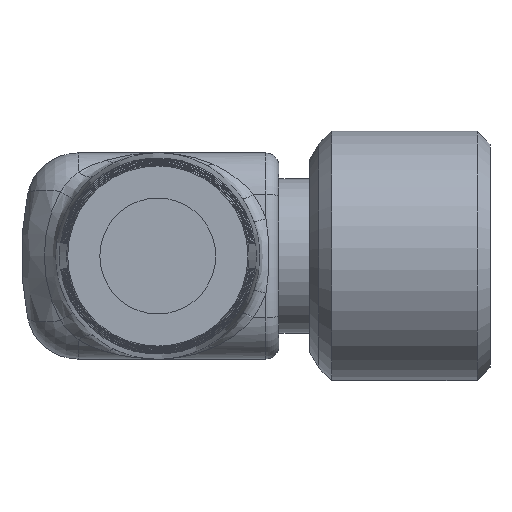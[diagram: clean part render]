
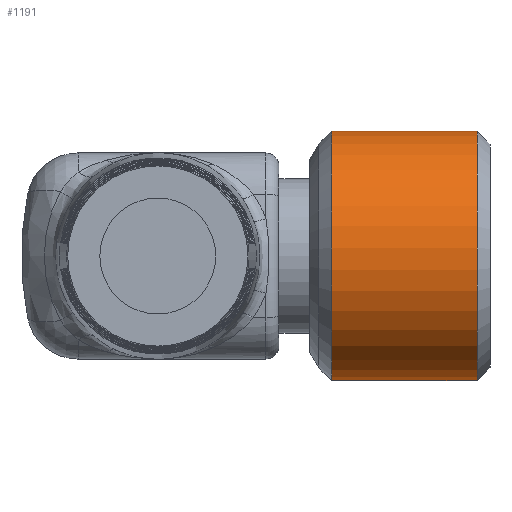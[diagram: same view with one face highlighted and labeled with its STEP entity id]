
A CAD part, front view. The second image highlights one B-rep face of the part: STEP entity #1191.
In plain terms, the highlighted cylindrical face has radius 4.85 mm (diameter 9.7 mm), a full revolution.
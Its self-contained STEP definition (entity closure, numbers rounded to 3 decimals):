
#500=CYLINDRICAL_SURFACE('',#6986,4.85);
#539=FACE_BOUND('',#2066,.T.);
#540=FACE_BOUND('',#2067,.T.);
#839=CIRCLE('',#6984,4.85);
#840=CIRCLE('',#6985,4.85);
#1191=ADVANCED_FACE('',(#539,#540),#500,.T.);
#2066=EDGE_LOOP('',(#3913));
#2067=EDGE_LOOP('',(#3914));
#3913=ORIENTED_EDGE('',*,*,#5504,.T.);
#3914=ORIENTED_EDGE('',*,*,#5505,.T.);
#4574=VERTEX_POINT('',#12735);
#4575=VERTEX_POINT('',#12737);
#5504=EDGE_CURVE('',#4574,#4574,#839,.T.);
#5505=EDGE_CURVE('',#4575,#4575,#840,.T.);
#6984=AXIS2_PLACEMENT_3D('',#12734,#8619,#8620);
#6985=AXIS2_PLACEMENT_3D('',#12736,#8621,#8622);
#6986=AXIS2_PLACEMENT_3D('',#12738,#8623,#8624);
#8619=DIRECTION('',(1.,0.,0.));
#8620=DIRECTION('',(0.,0.592,-0.806));
#8621=DIRECTION('',(-1.,0.,0.));
#8622=DIRECTION('',(0.,-0.592,0.806));
#8623=DIRECTION('',(1.,0.,0.));
#8624=DIRECTION('',(0.,-0.592,0.806));
#12734=CARTESIAN_POINT('',(4.546,0.7,0.));
#12735=CARTESIAN_POINT('',(4.546,3.573,-3.908));
#12736=CARTESIAN_POINT('',(10.2,0.7,0.));
#12737=CARTESIAN_POINT('',(10.2,-2.173,3.908));
#12738=CARTESIAN_POINT('',(3.7,0.7,0.));
